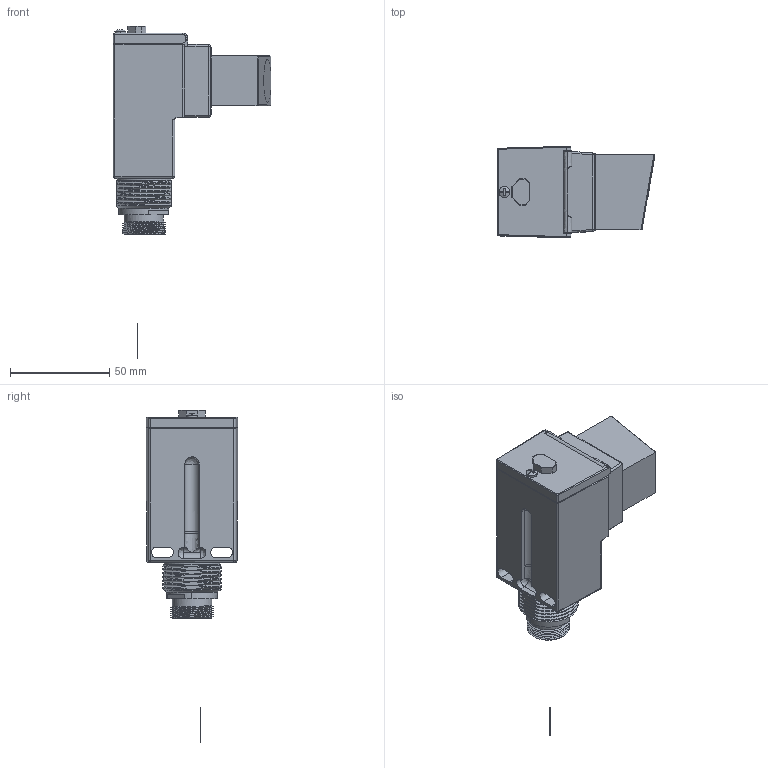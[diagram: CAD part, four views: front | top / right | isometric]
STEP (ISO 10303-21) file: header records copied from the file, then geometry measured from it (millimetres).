
FILE_DESCRIPTION( ('This file contains a STEP AP42 implementation' ,'as created by ZW3D STEP Interface translator.') ,'2;1' );
FILE_NAME( 'RP74-SXXXXX-CYXQ4LN.stp' ,'21 125.115015', (''), ('ZWCAD Software Co.'), 'Version 1.0', 'ZW3D to STEP translator', '' );
FILE_SCHEMA(('AUTOMOTIVE_DESIGN'));
Length unit declared in the file: millimetre
Products named in the file (2): 0; RP74-SXXXXX-CYXQ4LN
Bounding box: 79.5 x 46.04 x 167.2 mm (x, y, z)
Volume: 164440.2 mm3; surface area: 28210.7 mm2
Topology: 4 solids, 4 shells, 310 faces, 768 edges, 481 vertices
Faces by surface type: bspline 310
Entity records: 13172 total; most frequent: CARTESIAN_POINT 8401, ORIENTED_EDGE 1522, EDGE_CURVE 761, B_SPLINE_CURVE_WITH_KNOTS 534, VERTEX_POINT 481, EDGE_LOOP 336, FACE_OUTER_BOUND 310, ADVANCED_FACE 310
